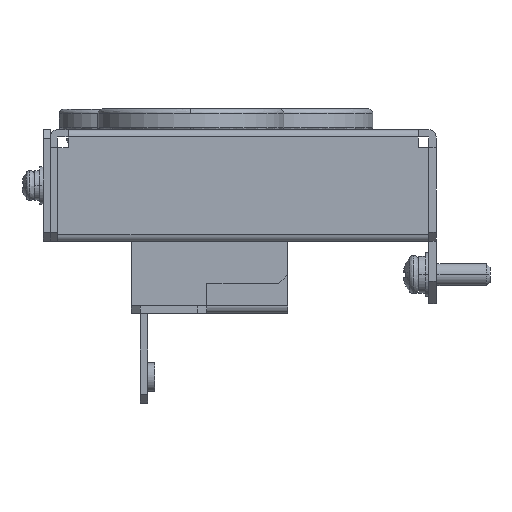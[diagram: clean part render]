
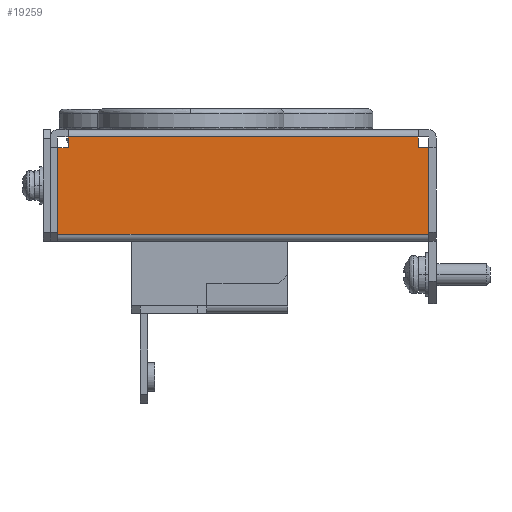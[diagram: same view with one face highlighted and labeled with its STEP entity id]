
A CAD part, left-side view. The second image highlights one B-rep face of the part: STEP entity #19259.
In plain terms, the highlighted planar face has unit normal (-1, 0, 0).
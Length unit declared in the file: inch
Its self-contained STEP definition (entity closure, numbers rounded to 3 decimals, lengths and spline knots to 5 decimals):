
#319 = VERTEX_POINT ( 'NONE', #10241 ) ;
#324 = EDGE_CURVE ( 'NONE', #17813, #319, #429, .T. ) ;
#429 = LINE ( 'NONE', #11500, #16766 ) ;
#463 = LINE ( 'NONE', #11538, #11042 ) ;
#1992 = EDGE_CURVE ( 'NONE', #319, #4094, #14414, .T. ) ;
#2104 = DIRECTION ( 'NONE',  ( 0., 0., -1. ) ) ;
#2127 = VERTEX_POINT ( 'NONE', #5226 ) ;
#2632 = LINE ( 'NONE', #8700, #11583 ) ;
#3141 = DIRECTION ( 'NONE',  ( 0., 0., 1. ) ) ;
#4094 = VERTEX_POINT ( 'NONE', #6111 ) ;
#4480 = PLANE ( 'NONE',  #13975 ) ;
#4876 = VECTOR ( 'NONE', #13883, 39.37008 ) ;
#5137 = EDGE_CURVE ( 'NONE', #9878, #19143, #463, .T. ) ;
#5226 = CARTESIAN_POINT ( 'NONE',  ( -3.54331, 3.20079, 0.84646 ) ) ;
#5582 = DIRECTION ( 'NONE',  ( 0., 0., 1. ) ) ;
#5754 = ORIENTED_EDGE ( 'NONE', *, *, #324, .T. ) ;
#5838 = DIRECTION ( 'NONE',  ( 0., 0., -1. ) ) ;
#6111 = CARTESIAN_POINT ( 'NONE',  ( -3.54331, 0.01969, 0.84646 ) ) ;
#6375 = CARTESIAN_POINT ( 'NONE',  ( -3.54331, 0.01969, 0.01969 ) ) ;
#7039 = ORIENTED_EDGE ( 'NONE', *, *, #15106, .T. ) ;
#7512 = LINE ( 'NONE', #18793, #4876 ) ;
#7674 = ORIENTED_EDGE ( 'NONE', *, *, #13683, .T. ) ;
#7804 = ORIENTED_EDGE ( 'NONE', *, *, #5137, .T. ) ;
#7949 = CARTESIAN_POINT ( 'NONE',  ( -3.54331, 0.11024, 0.84646 ) ) ;
#8236 = LINE ( 'NONE', #9157, #19513 ) ;
#8627 = EDGE_CURVE ( 'NONE', #4094, #9878, #2632, .T. ) ;
#8700 = CARTESIAN_POINT ( 'NONE',  ( -3.54331, -0.04724, 0.84646 ) ) ;
#9157 = CARTESIAN_POINT ( 'NONE',  ( -3.54331, -0.04724, 0.94094 ) ) ;
#9804 = VERTEX_POINT ( 'NONE', #20286 ) ;
#9878 = VERTEX_POINT ( 'NONE', #7949 ) ;
#9910 = VECTOR ( 'NONE', #3141, 39.37008 ) ;
#10042 = CARTESIAN_POINT ( 'NONE',  ( -3.54331, 3.29134, 0.01969 ) ) ;
#10241 = CARTESIAN_POINT ( 'NONE',  ( -3.54331, 0.01969, 0.08268 ) ) ;
#11042 = VECTOR ( 'NONE', #5582, 39.37008 ) ;
#11500 = CARTESIAN_POINT ( 'NONE',  ( -3.54331, -0.04724, 0.08268 ) ) ;
#11538 = CARTESIAN_POINT ( 'NONE',  ( -3.54331, 0.11024, 1.00394 ) ) ;
#11583 = VECTOR ( 'NONE', #19668, 39.37008 ) ;
#12064 = ORIENTED_EDGE ( 'NONE', *, *, #12126, .T. ) ;
#12115 = LINE ( 'NONE', #16907, #14547 ) ;
#12126 = EDGE_CURVE ( 'NONE', #19902, #17813, #17964, .T. ) ;
#12358 = VECTOR ( 'NONE', #2104, 39.37008 ) ;
#13063 = DIRECTION ( 'NONE',  ( 0., -1., 0. ) ) ;
#13673 = CARTESIAN_POINT ( 'NONE',  ( -3.54331, -0.04724, 0.01969 ) ) ;
#13683 = EDGE_CURVE ( 'NONE', #19143, #9804, #8236, .T. ) ;
#13883 = DIRECTION ( 'NONE',  ( 0., 1., 0. ) ) ;
#13975 = AXIS2_PLACEMENT_3D ( 'NONE', #13673, #20048, #18682 ) ;
#14414 = LINE ( 'NONE', #6375, #9910 ) ;
#14547 = VECTOR ( 'NONE', #5838, 39.37008 ) ;
#15080 = ORIENTED_EDGE ( 'NONE', *, *, #16283, .T. ) ;
#15106 = EDGE_CURVE ( 'NONE', #9804, #2127, #12115, .T. ) ;
#16283 = EDGE_CURVE ( 'NONE', #2127, #19902, #7512, .T. ) ;
#16486 = CARTESIAN_POINT ( 'NONE',  ( -3.54331, 0.11024, 0.94094 ) ) ;
#16766 = VECTOR ( 'NONE', #13063, 39.37008 ) ;
#16907 = CARTESIAN_POINT ( 'NONE',  ( -3.54331, 3.20079, 1.00394 ) ) ;
#17025 = CARTESIAN_POINT ( 'NONE',  ( -3.54331, 3.29134, 0.08268 ) ) ;
#17376 = ORIENTED_EDGE ( 'NONE', *, *, #1992, .T. ) ;
#17813 = VERTEX_POINT ( 'NONE', #17025 ) ;
#17964 = LINE ( 'NONE', #10042, #12358 ) ;
#18032 = ORIENTED_EDGE ( 'NONE', *, *, #8627, .T. ) ;
#18682 = DIRECTION ( 'NONE',  ( 0., 0., 1. ) ) ;
#18782 = FACE_OUTER_BOUND ( 'NONE', #20214, .T. ) ;
#18793 = CARTESIAN_POINT ( 'NONE',  ( -3.54331, -0.04724, 0.84646 ) ) ;
#19143 = VERTEX_POINT ( 'NONE', #16486 ) ;
#19259 = ADVANCED_FACE ( 'NONE', ( #18782 ), #4480, .T. ) ;
#19513 = VECTOR ( 'NONE', #20036, 39.37008 ) ;
#19668 = DIRECTION ( 'NONE',  ( 0., 1., 0. ) ) ;
#19791 = CARTESIAN_POINT ( 'NONE',  ( -3.54331, 3.29134, 0.84646 ) ) ;
#19902 = VERTEX_POINT ( 'NONE', #19791 ) ;
#20036 = DIRECTION ( 'NONE',  ( 0., 1., 0. ) ) ;
#20048 = DIRECTION ( 'NONE',  ( -1., 0., 0. ) ) ;
#20214 = EDGE_LOOP ( 'NONE', ( #7804, #7674, #7039, #15080, #12064, #5754, #17376, #18032 ) ) ;
#20286 = CARTESIAN_POINT ( 'NONE',  ( -3.54331, 3.20079, 0.94094 ) ) ;
